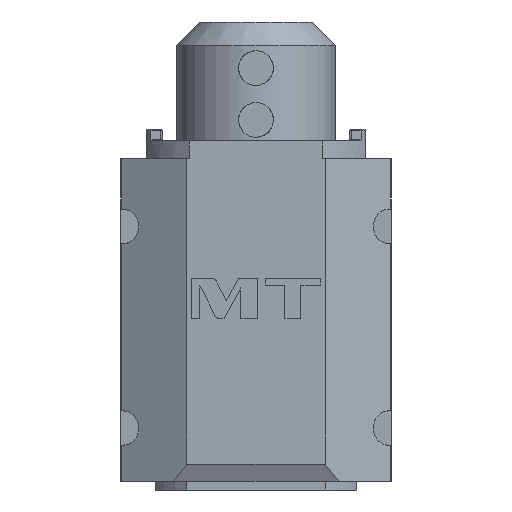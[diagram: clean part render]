
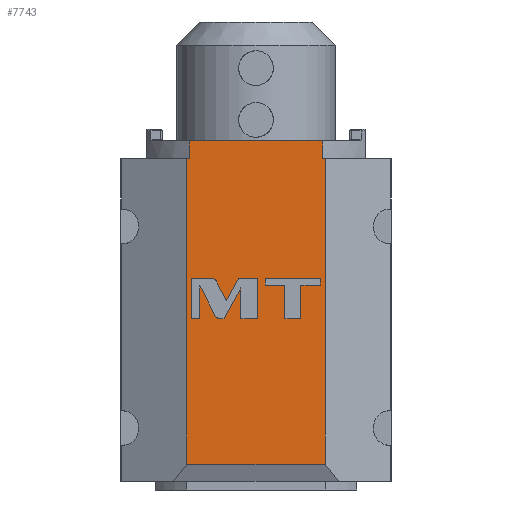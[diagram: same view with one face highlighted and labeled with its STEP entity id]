
A CAD part, left-side view. The second image highlights one B-rep face of the part: STEP entity #7743.
In plain terms, the highlighted planar face has unit normal (-1, 0, 0).
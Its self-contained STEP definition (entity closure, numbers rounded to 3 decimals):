
#952=DIRECTION('',(0.,0.,1.));
#953=VECTOR('',#952,6.);
#954=CARTESIAN_POINT('',(-123.,23.157,58.7));
#955=LINE('',#954,#953);
#1036=DIRECTION('',(0.,0.,1.));
#1037=VECTOR('',#1036,6.);
#1038=CARTESIAN_POINT('',(-123.,-23.157,58.7));
#1039=LINE('',#1038,#1037);
#1053=DIRECTION('',(0.,-1.,0.));
#1054=VECTOR('',#1053,0.843);
#1055=CARTESIAN_POINT('',(-123.,24.,58.7));
#1056=LINE('',#1055,#1054);
#1057=DIRECTION('',(0.,1.,0.));
#1058=VECTOR('',#1057,46.314);
#1059=CARTESIAN_POINT('',(-123.,-23.157,64.7));
#1060=LINE('',#1059,#1058);
#1061=DIRECTION('',(0.,-1.,0.));
#1062=VECTOR('',#1061,0.843);
#1063=CARTESIAN_POINT('',(-123.,-23.157,58.7));
#1064=LINE('',#1063,#1062);
#1065=DIRECTION('',(0.,0.,1.));
#1066=VECTOR('',#1065,106.2);
#1067=CARTESIAN_POINT('',(-123.,-24.,-47.5));
#1068=LINE('',#1067,#1066);
#1069=DIRECTION('',(0.,1.,0.));
#1070=VECTOR('',#1069,48.);
#1071=CARTESIAN_POINT('',(-123.,-24.,-47.5));
#1072=LINE('',#1071,#1070);
#1073=DIRECTION('',(0.,0.,1.));
#1074=VECTOR('',#1073,106.2);
#1075=CARTESIAN_POINT('',(-123.,24.,-47.5));
#1076=LINE('',#1075,#1074);
#1077=CARTESIAN_POINT('',(-123.,13.841,16.089));
#1078=CARTESIAN_POINT('',(-123.,14.131,16.651));
#1079=CARTESIAN_POINT('',(-123.,14.705,17.));
#1080=CARTESIAN_POINT('',(-123.,15.337,17.));
#1082=DIRECTION('',(0.,1.,0.));
#1083=VECTOR('',#1082,7.038);
#1084=CARTESIAN_POINT('',(-123.,15.337,17.));
#1085=LINE('',#1084,#1083);
#1086=DIRECTION('',(0.,0.,-1.));
#1087=VECTOR('',#1086,14.);
#1088=CARTESIAN_POINT('',(-123.,22.375,17.));
#1089=LINE('',#1088,#1087);
#1090=DIRECTION('',(0.,-1.,0.));
#1091=VECTOR('',#1090,2.912);
#1092=CARTESIAN_POINT('',(-123.,22.375,3.));
#1093=LINE('',#1092,#1091);
#1094=DIRECTION('',(0.,0.,1.));
#1095=VECTOR('',#1094,11.341);
#1096=CARTESIAN_POINT('',(-123.,19.463,3.));
#1097=LINE('',#1096,#1095);
#1098=DIRECTION('',(0.,-0.459,-0.888));
#1099=VECTOR('',#1098,11.742);
#1100=CARTESIAN_POINT('',(-123.,19.463,14.341));
#1101=LINE('',#1100,#1099);
#1102=CARTESIAN_POINT('',(-123.,14.07,3.911));
#1103=CARTESIAN_POINT('',(-123.,13.779,3.348));
#1104=CARTESIAN_POINT('',(-123.,13.204,3.));
#1105=CARTESIAN_POINT('',(-123.,12.57,3.));
#1107=DIRECTION('',(0.,-1.,0.));
#1108=VECTOR('',#1107,1.46);
#1109=CARTESIAN_POINT('',(-123.,12.57,3.));
#1110=LINE('',#1109,#1108);
#1111=DIRECTION('',(0.,-0.481,0.877));
#1112=VECTOR('',#1111,12.147);
#1113=CARTESIAN_POINT('',(-123.,11.11,3.));
#1114=LINE('',#1113,#1112);
#1115=DIRECTION('',(0.,0.,-1.));
#1116=VECTOR('',#1115,10.648);
#1117=CARTESIAN_POINT('',(-123.,5.265,13.648));
#1118=LINE('',#1117,#1116);
#1119=DIRECTION('',(0.,-1.,0.));
#1120=VECTOR('',#1119,5.891);
#1121=CARTESIAN_POINT('',(-123.,5.265,3.));
#1122=LINE('',#1121,#1120);
#1123=DIRECTION('',(0.,0.,1.));
#1124=VECTOR('',#1123,14.);
#1125=CARTESIAN_POINT('',(-123.,-0.626,3.));
#1126=LINE('',#1125,#1124);
#1127=DIRECTION('',(0.,1.,0.));
#1128=VECTOR('',#1127,6.642);
#1129=CARTESIAN_POINT('',(-123.,-0.626,17.));
#1130=LINE('',#1129,#1128);
#1131=DIRECTION('',(0.,0.481,-0.877));
#1132=VECTOR('',#1131,8.878);
#1133=CARTESIAN_POINT('',(-123.,6.016,17.));
#1134=LINE('',#1133,#1132);
#1135=DIRECTION('',(0.,0.459,0.888));
#1136=VECTOR('',#1135,7.735);
#1137=CARTESIAN_POINT('',(-123.,10.288,9.218));
#1138=LINE('',#1137,#1136);
#1139=DIRECTION('',(0.,0.,-1.));
#1140=VECTOR('',#1139,11.616);
#1141=CARTESIAN_POINT('',(-123.,-10.041,14.616));
#1142=LINE('',#1141,#1140);
#1143=DIRECTION('',(0.,-1.,0.));
#1144=VECTOR('',#1143,5.546);
#1145=CARTESIAN_POINT('',(-123.,-10.041,3.));
#1146=LINE('',#1145,#1144);
#1147=DIRECTION('',(0.,0.,1.));
#1148=VECTOR('',#1147,11.616);
#1149=CARTESIAN_POINT('',(-123.,-15.587,3.));
#1150=LINE('',#1149,#1148);
#1151=DIRECTION('',(0.,-1.,0.));
#1152=VECTOR('',#1151,6.787);
#1153=CARTESIAN_POINT('',(-123.,-15.587,14.616));
#1154=LINE('',#1153,#1152);
#1155=DIRECTION('',(0.,0.,1.));
#1156=VECTOR('',#1155,2.384);
#1157=CARTESIAN_POINT('',(-123.,-22.374,14.616));
#1158=LINE('',#1157,#1156);
#1159=DIRECTION('',(0.,1.,0.));
#1160=VECTOR('',#1159,19.12);
#1161=CARTESIAN_POINT('',(-123.,-22.374,17.));
#1162=LINE('',#1161,#1160);
#1163=DIRECTION('',(0.,0.,-1.));
#1164=VECTOR('',#1163,2.384);
#1165=CARTESIAN_POINT('',(-123.,-3.254,17.));
#1166=LINE('',#1165,#1164);
#1167=DIRECTION('',(0.,-1.,0.));
#1168=VECTOR('',#1167,6.787);
#1169=CARTESIAN_POINT('',(-123.,-3.254,14.616));
#1170=LINE('',#1169,#1168);
#5552=CARTESIAN_POINT('',(-123.,24.,58.7));
#5554=VERTEX_POINT('',#5552);
#5556=CARTESIAN_POINT('',(-123.,-24.,58.7));
#5558=VERTEX_POINT('',#5556);
#5603=CARTESIAN_POINT('',(-123.,-24.,-47.5));
#5604=CARTESIAN_POINT('',(-123.,24.,-47.5));
#5605=VERTEX_POINT('',#5603);
#5606=VERTEX_POINT('',#5604);
#6260=CARTESIAN_POINT('',(-123.,-23.157,64.7));
#6261=CARTESIAN_POINT('',(-123.,23.157,64.7));
#6262=VERTEX_POINT('',#6260);
#6263=VERTEX_POINT('',#6261);
#6271=CARTESIAN_POINT('',(-123.,23.157,58.7));
#6273=VERTEX_POINT('',#6271);
#6274=CARTESIAN_POINT('',(-123.,-23.157,58.7));
#6276=VERTEX_POINT('',#6274);
#6457=CARTESIAN_POINT('',(-123.,13.841,16.089));
#6458=VERTEX_POINT('',#6457);
#6459=CARTESIAN_POINT('',(-123.,15.337,17.));
#6460=VERTEX_POINT('',#6459);
#6461=CARTESIAN_POINT('',(-123.,22.375,17.));
#6462=VERTEX_POINT('',#6461);
#6463=CARTESIAN_POINT('',(-123.,22.375,3.));
#6464=VERTEX_POINT('',#6463);
#6465=CARTESIAN_POINT('',(-123.,19.463,3.));
#6466=VERTEX_POINT('',#6465);
#6467=CARTESIAN_POINT('',(-123.,19.463,14.341));
#6468=VERTEX_POINT('',#6467);
#6469=CARTESIAN_POINT('',(-123.,14.07,3.911));
#6470=VERTEX_POINT('',#6469);
#6471=CARTESIAN_POINT('',(-123.,12.57,3.));
#6472=VERTEX_POINT('',#6471);
#6473=CARTESIAN_POINT('',(-123.,11.11,3.));
#6474=VERTEX_POINT('',#6473);
#6475=CARTESIAN_POINT('',(-123.,5.265,13.648));
#6476=VERTEX_POINT('',#6475);
#6477=CARTESIAN_POINT('',(-123.,5.265,3.));
#6478=VERTEX_POINT('',#6477);
#6479=CARTESIAN_POINT('',(-123.,-0.626,3.));
#6480=VERTEX_POINT('',#6479);
#6481=CARTESIAN_POINT('',(-123.,-0.626,17.));
#6482=VERTEX_POINT('',#6481);
#6483=CARTESIAN_POINT('',(-123.,6.016,17.));
#6484=VERTEX_POINT('',#6483);
#6485=CARTESIAN_POINT('',(-123.,10.288,9.218));
#6486=VERTEX_POINT('',#6485);
#6487=CARTESIAN_POINT('',(-123.,-10.041,14.616));
#6488=VERTEX_POINT('',#6487);
#6489=CARTESIAN_POINT('',(-123.,-10.041,3.));
#6490=VERTEX_POINT('',#6489);
#6491=CARTESIAN_POINT('',(-123.,-15.587,3.));
#6492=VERTEX_POINT('',#6491);
#6493=CARTESIAN_POINT('',(-123.,-15.587,14.616));
#6494=VERTEX_POINT('',#6493);
#6495=CARTESIAN_POINT('',(-123.,-22.374,14.616));
#6496=VERTEX_POINT('',#6495);
#6497=CARTESIAN_POINT('',(-123.,-22.374,17.));
#6498=VERTEX_POINT('',#6497);
#6499=CARTESIAN_POINT('',(-123.,-3.254,17.));
#6500=VERTEX_POINT('',#6499);
#6501=CARTESIAN_POINT('',(-123.,-3.254,14.616));
#6502=VERTEX_POINT('',#6501);
#7674=CARTESIAN_POINT('',(-123.,0.,0.));
#7675=DIRECTION('',(1.,0.,0.));
#7676=DIRECTION('',(0.,1.,0.));
#7677=AXIS2_PLACEMENT_3D('',#7674,#7675,#7676);
#7678=PLANE('',#7677);
#7679=ORIENTED_EDGE('',*,*,#7492,.T.);
#7680=ORIENTED_EDGE('',*,*,#7532,.T.);
#7682=ORIENTED_EDGE('',*,*,#7681,.F.);
#7683=ORIENTED_EDGE('',*,*,#7659,.F.);
#7684=ORIENTED_EDGE('',*,*,#7648,.T.);
#7686=ORIENTED_EDGE('',*,*,#7685,.F.);
#7688=ORIENTED_EDGE('',*,*,#7687,.T.);
#7690=ORIENTED_EDGE('',*,*,#7689,.T.);
#7691=EDGE_LOOP('',(#7679,#7680,#7682,#7683,#7684,#7686,#7688,#7690));
#7692=FACE_OUTER_BOUND('',#7691,.F.);
#7694=ORIENTED_EDGE('',*,*,#7693,.T.);
#7696=ORIENTED_EDGE('',*,*,#7695,.T.);
#7698=ORIENTED_EDGE('',*,*,#7697,.T.);
#7700=ORIENTED_EDGE('',*,*,#7699,.T.);
#7702=ORIENTED_EDGE('',*,*,#7701,.T.);
#7704=ORIENTED_EDGE('',*,*,#7703,.T.);
#7706=ORIENTED_EDGE('',*,*,#7705,.T.);
#7708=ORIENTED_EDGE('',*,*,#7707,.T.);
#7710=ORIENTED_EDGE('',*,*,#7709,.T.);
#7712=ORIENTED_EDGE('',*,*,#7711,.T.);
#7714=ORIENTED_EDGE('',*,*,#7713,.T.);
#7716=ORIENTED_EDGE('',*,*,#7715,.T.);
#7718=ORIENTED_EDGE('',*,*,#7717,.T.);
#7720=ORIENTED_EDGE('',*,*,#7719,.T.);
#7722=ORIENTED_EDGE('',*,*,#7721,.T.);
#7723=EDGE_LOOP('',(#7694,#7696,#7698,#7700,#7702,#7704,#7706,#7708,#7710,#7712,
#7714,#7716,#7718,#7720,#7722));
#7724=FACE_BOUND('',#7723,.F.);
#7726=ORIENTED_EDGE('',*,*,#7725,.T.);
#7728=ORIENTED_EDGE('',*,*,#7727,.T.);
#7730=ORIENTED_EDGE('',*,*,#7729,.T.);
#7732=ORIENTED_EDGE('',*,*,#7731,.T.);
#7734=ORIENTED_EDGE('',*,*,#7733,.T.);
#7736=ORIENTED_EDGE('',*,*,#7735,.T.);
#7738=ORIENTED_EDGE('',*,*,#7737,.T.);
#7740=ORIENTED_EDGE('',*,*,#7739,.T.);
#7741=EDGE_LOOP('',(#7726,#7728,#7730,#7732,#7734,#7736,#7738,#7740));
#7742=FACE_BOUND('',#7741,.F.);
#7743=ADVANCED_FACE('',(#7692,#7724,#7742),#7678,.F.);
#1081=B_SPLINE_CURVE_WITH_KNOTS('',3,(#1077,#1078,#1079,#1080),.UNSPECIFIED.,
.F.,.F.,(4,4),(0.,1.),.UNSPECIFIED.);
#1106=B_SPLINE_CURVE_WITH_KNOTS('',3,(#1102,#1103,#1104,#1105),.UNSPECIFIED.,
.F.,.F.,(4,4),(0.,1.),.UNSPECIFIED.);
#7492=EDGE_CURVE('',#5554,#6273,#1056,.T.);
#7532=EDGE_CURVE('',#6273,#6263,#955,.T.);
#7648=EDGE_CURVE('',#6276,#5558,#1064,.T.);
#7659=EDGE_CURVE('',#6276,#6262,#1039,.T.);
#7681=EDGE_CURVE('',#6262,#6263,#1060,.T.);
#7685=EDGE_CURVE('',#5605,#5558,#1068,.T.);
#7687=EDGE_CURVE('',#5605,#5606,#1072,.T.);
#7689=EDGE_CURVE('',#5606,#5554,#1076,.T.);
#7693=EDGE_CURVE('',#6458,#6460,#1081,.T.);
#7695=EDGE_CURVE('',#6460,#6462,#1085,.T.);
#7697=EDGE_CURVE('',#6462,#6464,#1089,.T.);
#7699=EDGE_CURVE('',#6464,#6466,#1093,.T.);
#7701=EDGE_CURVE('',#6466,#6468,#1097,.T.);
#7703=EDGE_CURVE('',#6468,#6470,#1101,.T.);
#7705=EDGE_CURVE('',#6470,#6472,#1106,.T.);
#7707=EDGE_CURVE('',#6472,#6474,#1110,.T.);
#7709=EDGE_CURVE('',#6474,#6476,#1114,.T.);
#7711=EDGE_CURVE('',#6476,#6478,#1118,.T.);
#7713=EDGE_CURVE('',#6478,#6480,#1122,.T.);
#7715=EDGE_CURVE('',#6480,#6482,#1126,.T.);
#7717=EDGE_CURVE('',#6482,#6484,#1130,.T.);
#7719=EDGE_CURVE('',#6484,#6486,#1134,.T.);
#7721=EDGE_CURVE('',#6486,#6458,#1138,.T.);
#7725=EDGE_CURVE('',#6488,#6490,#1142,.T.);
#7727=EDGE_CURVE('',#6490,#6492,#1146,.T.);
#7729=EDGE_CURVE('',#6492,#6494,#1150,.T.);
#7731=EDGE_CURVE('',#6494,#6496,#1154,.T.);
#7733=EDGE_CURVE('',#6496,#6498,#1158,.T.);
#7735=EDGE_CURVE('',#6498,#6500,#1162,.T.);
#7737=EDGE_CURVE('',#6500,#6502,#1166,.T.);
#7739=EDGE_CURVE('',#6502,#6488,#1170,.T.);
